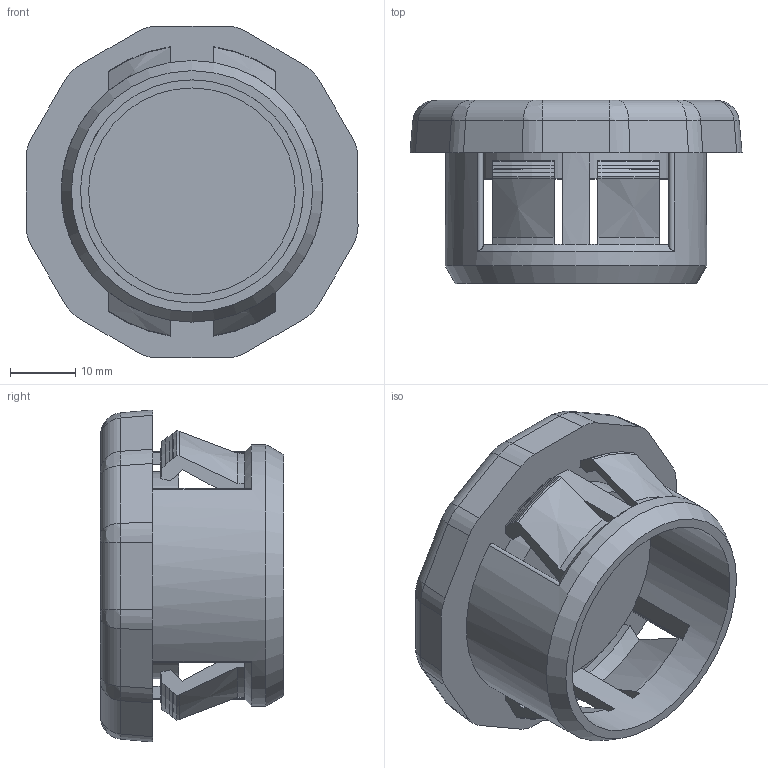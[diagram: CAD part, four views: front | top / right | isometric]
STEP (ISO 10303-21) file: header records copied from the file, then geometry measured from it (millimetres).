
FILE_DESCRIPTION(/* description */ (''),/* implementation_level */ '2;1');
FILE_NAME(/* name */ '28915_6_KES-R M40-8.stp',/* time_stamp */ '2023-03-03T08:15:13+01:00',/* author */ (''),/* organization */ (''),/* preprocessor_version */ 'ST-DEVELOPER v16.7',/* originating_system */ 'SIEMENS PLM Software NX 12.0',/* authorisation */ '');
FILE_SCHEMA (('AUTOMOTIVE_DESIGN { 1 0 10303 214 3 1 1 1 }'));
Length unit declared in the file: millimetre
Products named in the file (1): 28915_6_KES-R M40-8
Bounding box: 50.78 x 28 x 50.78 mm (x, y, z)
Volume: 23864 mm3; surface area: 10404.3 mm2
Topology: 1 solids, 1 shells, 450 faces, 1196 edges, 777 vertices
Faces by surface type: plane 236, cylinder 101, cone 47, bspline 22, extrusion 18, sphere 16, revolution 10
Full cylindrical faces by diameter (mm): 31.63 x1, 34.103 x1, 40 x1
Entity records: 18833 total; most frequent: CARTESIAN_POINT 5704, ORIENTED_EDGE 2296, DIRECTION 2078, EDGE_CURVE 1148, VERTEX_POINT 751, AXIS2_PLACEMENT_3D 703, VECTOR 662, LINE 644
